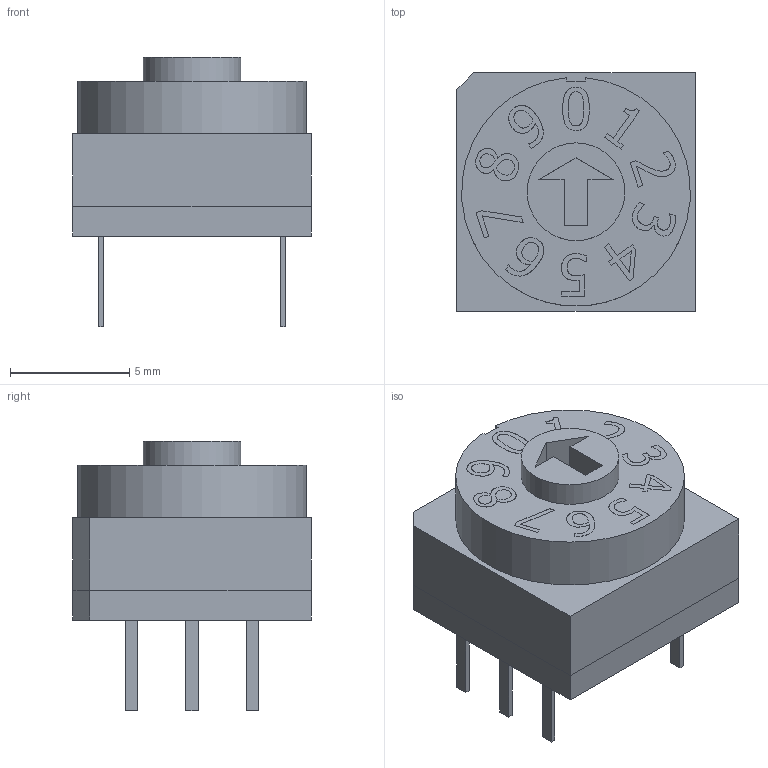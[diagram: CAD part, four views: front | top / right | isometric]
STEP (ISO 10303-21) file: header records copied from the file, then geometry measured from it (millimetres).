
FILE_DESCRIPTION(/* description */ (''),/* implementation_level */ '2;1');
FILE_NAME(/* name */ 'RDTDx10P1x.stp',/* time_stamp */ '2025-06-03T11:58:11-05:00',/* author */ ('mroman'),/* organization */ (''),/* preprocessor_version */ 'ST-DEVELOPER v18.1',/* originating_system */ 'Autodesk Inventor 2022',/* authorisation */ '');
FILE_SCHEMA (('AUTOMOTIVE_DESIGN { 1 0 10303 214 3 1 1 }'));
Length unit declared in the file: centimetre
Products named in the file (1): RDTDx10P1x
Bounding box: 10 x 10 x 11.3 mm (x, y, z)
Volume: 579.1 mm3; surface area: 558.4 mm2
Topology: 1 solids, 2 shells, 247 faces, 649 edges, 431 vertices
Faces by surface type: plane 131, bspline 113, cylinder 3
Full cylindrical faces by diameter (mm): 4.1 x2
Entity records: 8160 total; most frequent: CARTESIAN_POINT 2797, ORIENTED_EDGE 1298, DIRECTION 699, EDGE_CURVE 649, VERTEX_POINT 431, LINE 417, VECTOR 417, EDGE_LOOP 272
